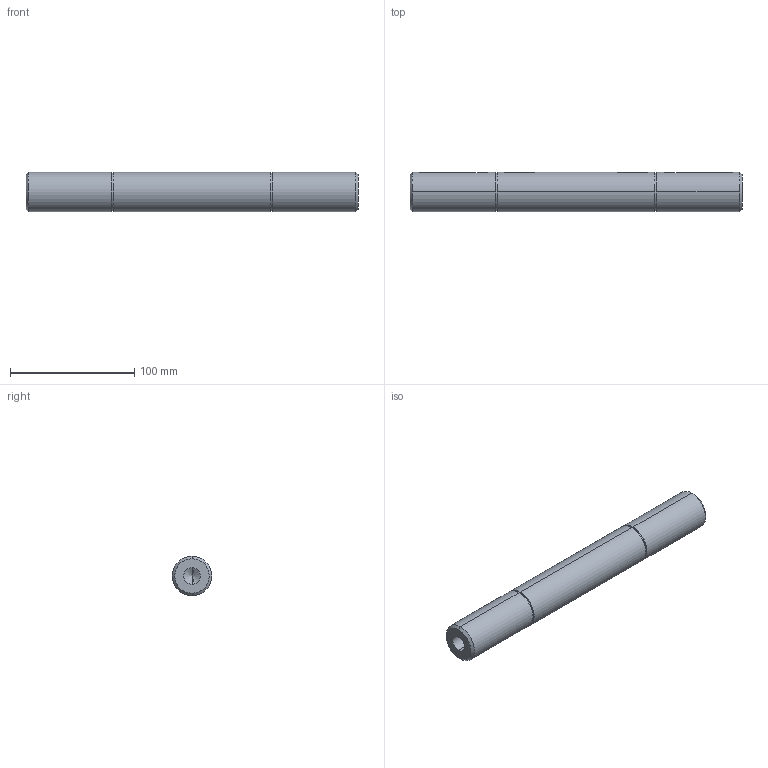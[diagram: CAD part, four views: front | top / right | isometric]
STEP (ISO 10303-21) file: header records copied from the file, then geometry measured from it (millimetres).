
FILE_DESCRIPTION (( 'STEP AP214' ), '1' );
FILE_NAME ('WGA-75M-ACC4.STEP', '2014-10-31T13:09:42', ( '' ), ( '' ), 'SwSTEP 2.0', 'SolidWorks 2014', '' );
FILE_SCHEMA (( 'AUTOMOTIVE_DESIGN' ));
Length unit declared in the file: inch
Products named in the file (1): WGA-75M-ACC4
Bounding box: 267.2 x 31.75 x 31.75 mm (x, y, z)
Volume: 200401 mm3; surface area: 31528 mm2
Topology: 1 solids, 1 shells, 48 faces, 106 edges, 66 vertices
Faces by surface type: cylinder 22, plane 18, cone 8
Entity records: 1586 total; most frequent: CARTESIAN_POINT 481, DIRECTION 232, ORIENTED_EDGE 204, EDGE_CURVE 102, AXIS2_PLACEMENT_3D 89, VERTEX_POINT 66, EDGE_LOOP 58, VECTOR 54
